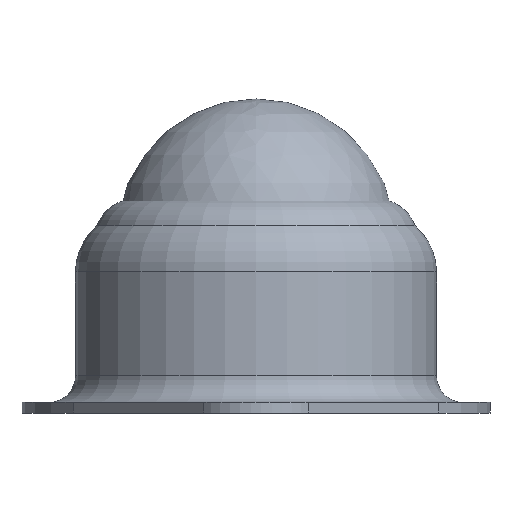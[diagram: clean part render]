
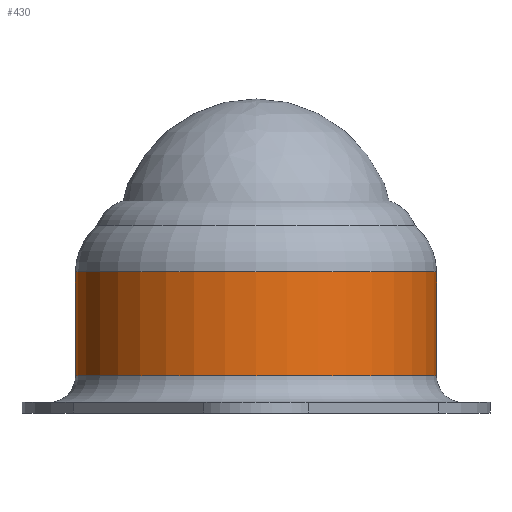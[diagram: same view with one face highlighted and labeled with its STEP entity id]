
A CAD part, left-side view. The second image highlights one B-rep face of the part: STEP entity #430.
In plain terms, the highlighted cylindrical face has radius 13.5 mm (diameter 27 mm), a full revolution.
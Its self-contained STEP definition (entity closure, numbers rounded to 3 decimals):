
#54=LINE('',#920,#74);
#74=VECTOR('',#616,13.5);
#90=CYLINDRICAL_SURFACE('',#505,13.5);
#106=FACE_OUTER_BOUND('',#134,.T.);
#134=EDGE_LOOP('',(#347,#348,#349,#350,#351,#352));
#172=CIRCLE('',#500,13.5);
#176=CIRCLE('',#504,13.5);
#177=CIRCLE('',#506,13.5);
#178=CIRCLE('',#507,13.5);
#214=VERTEX_POINT('',#906);
#215=VERTEX_POINT('',#907);
#218=VERTEX_POINT('',#916);
#219=VERTEX_POINT('',#917);
#262=EDGE_CURVE('',#214,#215,#172,.T.);
#266=EDGE_CURVE('',#215,#214,#176,.T.);
#267=EDGE_CURVE('',#218,#219,#177,.T.);
#268=EDGE_CURVE('',#219,#218,#178,.T.);
#269=EDGE_CURVE('',#219,#214,#54,.T.);
#347=ORIENTED_EDGE('',*,*,#267,.F.);
#348=ORIENTED_EDGE('',*,*,#268,.F.);
#349=ORIENTED_EDGE('',*,*,#269,.T.);
#350=ORIENTED_EDGE('',*,*,#266,.F.);
#351=ORIENTED_EDGE('',*,*,#262,.F.);
#352=ORIENTED_EDGE('',*,*,#269,.F.);
#430=ADVANCED_FACE('',(#106),#90,.T.);
#500=AXIS2_PLACEMENT_3D('',#908,#600,#601);
#504=AXIS2_PLACEMENT_3D('',#914,#608,#609);
#505=AXIS2_PLACEMENT_3D('',#915,#610,#611);
#506=AXIS2_PLACEMENT_3D('',#918,#612,#613);
#507=AXIS2_PLACEMENT_3D('',#919,#614,#615);
#600=DIRECTION('center_axis',(0.,0.,-1.));
#601=DIRECTION('ref_axis',(1.,0.,0.));
#608=DIRECTION('center_axis',(0.,0.,-1.));
#609=DIRECTION('ref_axis',(1.,0.,0.));
#610=DIRECTION('center_axis',(0.,0.,1.));
#611=DIRECTION('ref_axis',(1.,0.,0.));
#612=DIRECTION('center_axis',(0.,0.,1.));
#613=DIRECTION('ref_axis',(-1.,0.,0.));
#614=DIRECTION('center_axis',(0.,0.,1.));
#615=DIRECTION('ref_axis',(-1.,0.,0.));
#616=DIRECTION('',(0.,0.,-1.));
#906=CARTESIAN_POINT('',(-13.5,0.,2.8));
#907=CARTESIAN_POINT('',(13.5,0.,2.8));
#908=CARTESIAN_POINT('Origin',(0.,0.,2.8));
#914=CARTESIAN_POINT('Origin',(0.,0.,2.8));
#915=CARTESIAN_POINT('Origin',(0.,0.,0.));
#916=CARTESIAN_POINT('',(13.5,0.,10.559));
#917=CARTESIAN_POINT('',(-13.5,0.,10.559));
#918=CARTESIAN_POINT('Origin',(0.,0.,10.559));
#919=CARTESIAN_POINT('Origin',(0.,0.,10.559));
#920=CARTESIAN_POINT('',(-13.5,0.,0.));
